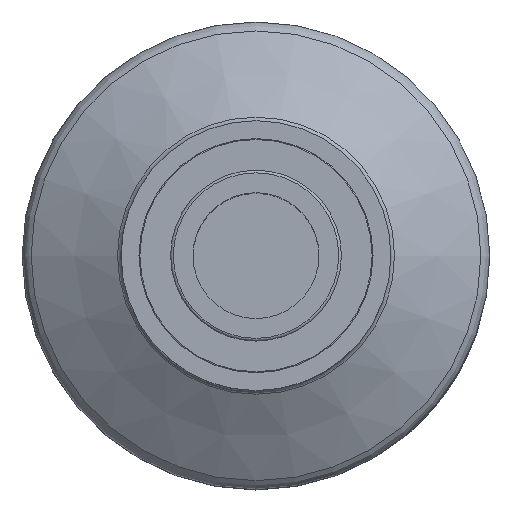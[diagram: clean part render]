
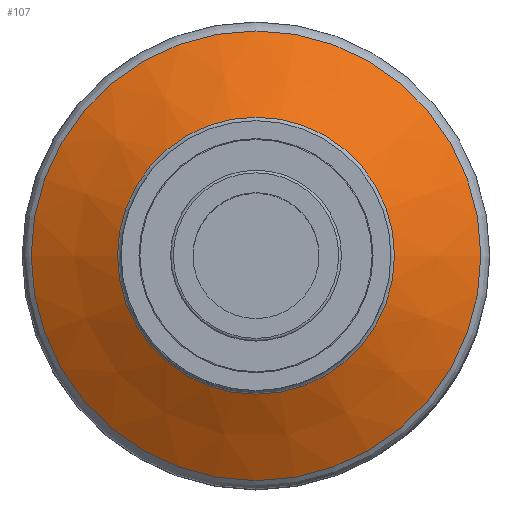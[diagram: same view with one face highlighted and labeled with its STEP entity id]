
A CAD part, top view. The second image highlights one B-rep face of the part: STEP entity #107.
In plain terms, the highlighted conical face has half-angle 60 degrees and reference radius 20.2 mm.
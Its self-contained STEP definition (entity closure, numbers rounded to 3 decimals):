
#81=CONICAL_SURFACE('',#359,20.2,60.);
#107=ADVANCED_FACE('',(#150,#151),#81,.T.);
#150=FACE_BOUND('',#193,.T.);
#151=FACE_BOUND('',#194,.T.);
#193=EDGE_LOOP('',(#241));
#194=EDGE_LOOP('',(#242));
#241=ORIENTED_EDGE('',*,*,#304,.F.);
#242=ORIENTED_EDGE('',*,*,#298,.F.);
#274=VERTEX_POINT('',#596);
#280=VERTEX_POINT('',#613);
#298=EDGE_CURVE('',#274,#274,#320,.T.);
#304=EDGE_CURVE('',#280,#280,#326,.T.);
#320=CIRCLE('',#346,25.);
#326=CIRCLE('',#357,15.4);
#346=AXIS2_PLACEMENT_3D('',#595,#401,#402);
#357=AXIS2_PLACEMENT_3D('',#612,#423,#424);
#359=AXIS2_PLACEMENT_3D('',#615,#427,#428);
#401=DIRECTION('',(0.,0.,-1.));
#402=DIRECTION('',(1.,0.,0.));
#423=DIRECTION('',(0.,0.,1.));
#424=DIRECTION('',(1.,0.,0.));
#427=DIRECTION('',(0.,0.,-1.));
#428=DIRECTION('',(-1.,0.,0.));
#595=CARTESIAN_POINT('',(0.,0.,20.265));
#596=CARTESIAN_POINT('',(25.,0.,20.265));
#612=CARTESIAN_POINT('',(0.,0.,25.807));
#613=CARTESIAN_POINT('',(15.4,0.,25.807));
#615=CARTESIAN_POINT('',(0.,0.,23.036));
